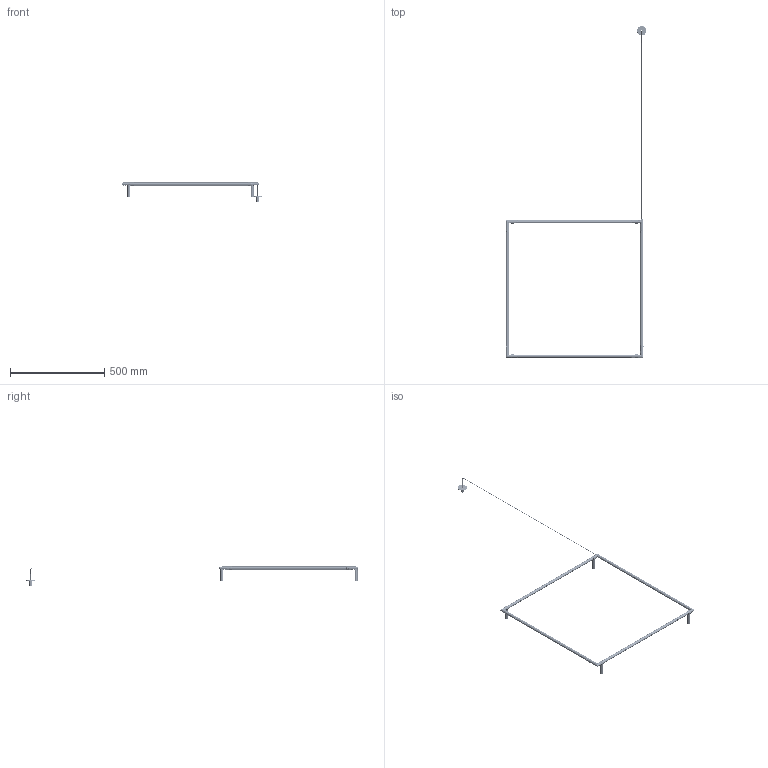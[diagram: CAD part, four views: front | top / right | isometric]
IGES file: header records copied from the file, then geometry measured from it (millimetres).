
Start section: SolidWorks IGES file using analytic representation for surfaces
Global section: file name: 05-A013_A013V1_A020_A020V1.IGS; native system: SolidWorks 2020; preprocessor: SolidWorks 2020; author: jguixe; date: 221102.143237; units: millimetre
Bounding box: 747.86 x 1763.19 x 101 mm (x, y, z)
Surface area: 528425.8 mm2 (no closed solid volume)
Topology: 0 solids, 0 shells, 7713 faces, 70648 edges, 70520 vertices
Faces by surface type: bspline 5138, revolution 2575
